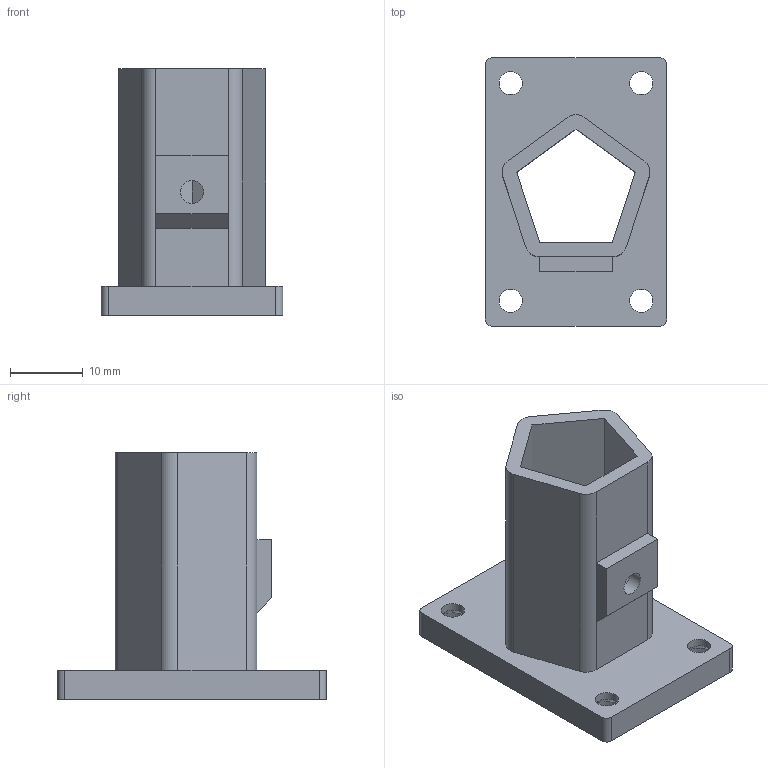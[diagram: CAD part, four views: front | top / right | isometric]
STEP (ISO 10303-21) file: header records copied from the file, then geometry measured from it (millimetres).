
FILE_DESCRIPTION(('FreeCAD Model'),'2;1');
FILE_NAME('Open CASCADE Shape Model','2025-06-30T22:38:45',('Author'),( ''),'Open CASCADE STEP processor 7.7','FreeCAD','Unknown');
FILE_SCHEMA(('AUTOMOTIVE_DESIGN { 1 0 10303 214 1 1 1 1 }'));
Length unit declared in the file: millimetre
Products named in the file (1): pen
Bounding box: 25 x 37 x 34 mm (x, y, z)
Volume: 6207.2 mm3; surface area: 5826.5 mm2
Topology: 1 solids, 1 shells, 51 faces, 122 edges, 80 vertices
Faces by surface type: plane 28, cylinder 19, cone 4
Full cylindrical faces by diameter (mm): 3.2 x5, 6 x5
Entity records: 1534 total; most frequent: DIRECTION 268, CARTESIAN_POINT 254, ORIENTED_EDGE 244, EDGE_CURVE 122, AXIS2_PLACEMENT_3D 94, VERTEX_POINT 80, LINE 80, VECTOR 80
